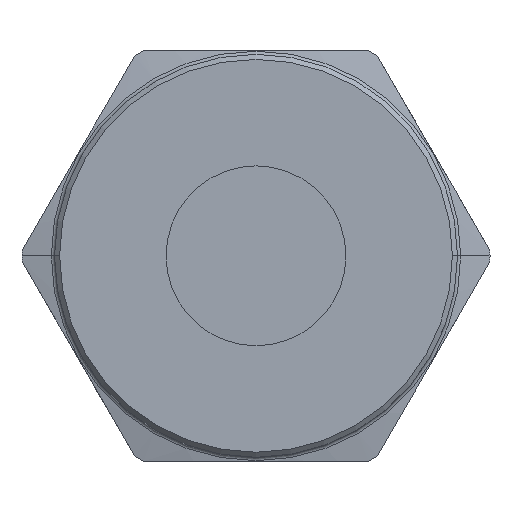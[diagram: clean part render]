
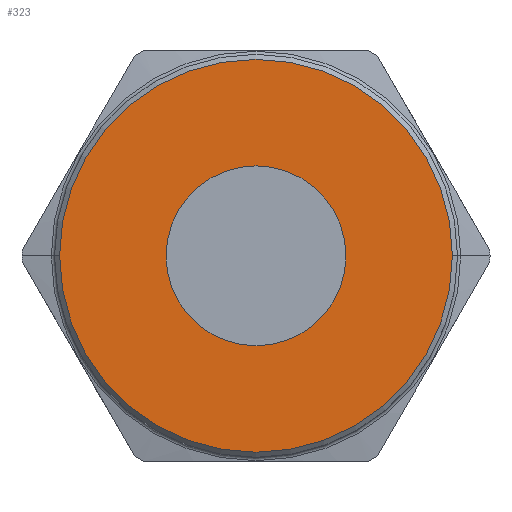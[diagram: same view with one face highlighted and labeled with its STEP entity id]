
A CAD part, top view. The second image highlights one B-rep face of the part: STEP entity #323.
In plain terms, the highlighted planar face has unit normal (0, 0, 1).
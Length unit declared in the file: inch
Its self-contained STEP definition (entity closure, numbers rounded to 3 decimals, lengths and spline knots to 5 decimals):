
#29 = FACE_OUTER_BOUND ( 'NONE', #296, .T. ) ;
#42 = FACE_BOUND ( 'NONE', #282, .T. ) ;
#151 = AXIS2_PLACEMENT_3D ( 'NONE', #841, #842, #843 ) ;
#176 = AXIS2_PLACEMENT_3D ( 'NONE', #1215, #1216, #1217 ) ;
#192 = AXIS2_PLACEMENT_3D ( 'NONE', #1523, #1524, #1525 ) ;
#193 = AXIS2_PLACEMENT_3D ( 'NONE', #1528, #1529, #1530 ) ;
#267 = VERTEX_POINT ( 'NONE', #2702 ) ;
#282 = EDGE_LOOP ( 'NONE', ( #2017, #2018 ) ) ;
#296 = EDGE_LOOP ( 'NONE', ( #2015, #2016 ) ) ;
#323 = ADVANCED_FACE ( 'NONE', ( #29, #42 ), #2649, .T. ) ;
#371 = VERTEX_POINT ( 'NONE', #734 ) ;
#398 = CIRCLE ( 'NONE', #151, 0.1775 ) ;
#734 = CARTESIAN_POINT ( 'NONE',  ( 0.1775, 0., 0.26 ) ) ;
#744 = CARTESIAN_POINT ( 'NONE',  ( -0.1775, 0., 0.26 ) ) ;
#841 = CARTESIAN_POINT ( 'NONE',  ( 0., 0., 0.26 ) ) ;
#842 = DIRECTION ( 'NONE',  ( 0., 0., 1. ) ) ;
#843 = DIRECTION ( 'NONE',  ( 1., 0., 0. ) ) ;
#1098 = CARTESIAN_POINT ( 'NONE',  ( -0.3875, 0., 0.26 ) ) ;
#1215 = CARTESIAN_POINT ( 'NONE',  ( 0., 0., 0.26 ) ) ;
#1216 = DIRECTION ( 'NONE',  ( 0., 0., 1. ) ) ;
#1217 = DIRECTION ( 'NONE',  ( 1., 0., 0. ) ) ;
#1523 = CARTESIAN_POINT ( 'NONE',  ( 0., 0., 0.26 ) ) ;
#1524 = DIRECTION ( 'NONE',  ( 0., 0., 1. ) ) ;
#1525 = DIRECTION ( 'NONE',  ( 1., 0., 0. ) ) ;
#1528 = CARTESIAN_POINT ( 'NONE',  ( 0., 0., 0.26 ) ) ;
#1529 = DIRECTION ( 'NONE',  ( 0., 0., 1. ) ) ;
#1530 = DIRECTION ( 'NONE',  ( 1., 0., 0. ) ) ;
#1949 = VERTEX_POINT ( 'NONE', #744 ) ;
#2015 = ORIENTED_EDGE ( 'NONE', *, *, #2237, .T. ) ;
#2016 = ORIENTED_EDGE ( 'NONE', *, *, #2175, .T. ) ;
#2017 = ORIENTED_EDGE ( 'NONE', *, *, #2238, .F. ) ;
#2018 = ORIENTED_EDGE ( 'NONE', *, *, #2131, .F. ) ;
#2082 = CIRCLE ( 'NONE', #176, 0.3875 ) ;
#2131 = EDGE_CURVE ( 'NONE', #1949, #371, #398, .T. ) ;
#2175 = EDGE_CURVE ( 'NONE', #267, #2472, #2082, .T. ) ;
#2237 = EDGE_CURVE ( 'NONE', #2472, #267, #2410, .T. ) ;
#2238 = EDGE_CURVE ( 'NONE', #371, #1949, #2417, .T. ) ;
#2279 = AXIS2_PLACEMENT_3D ( 'NONE', #2652, #2654, #2647 ) ;
#2410 = CIRCLE ( 'NONE', #192, 0.3875 ) ;
#2417 = CIRCLE ( 'NONE', #193, 0.1775 ) ;
#2472 = VERTEX_POINT ( 'NONE', #1098 ) ;
#2647 = DIRECTION ( 'NONE',  ( 1., 0., 0. ) ) ;
#2649 = PLANE ( 'NONE',  #2279 ) ;
#2652 = CARTESIAN_POINT ( 'NONE',  ( 0., 0., 0.26 ) ) ;
#2654 = DIRECTION ( 'NONE',  ( 0., 0., 1. ) ) ;
#2702 = CARTESIAN_POINT ( 'NONE',  ( 0.3875, 0., 0.26 ) ) ;
